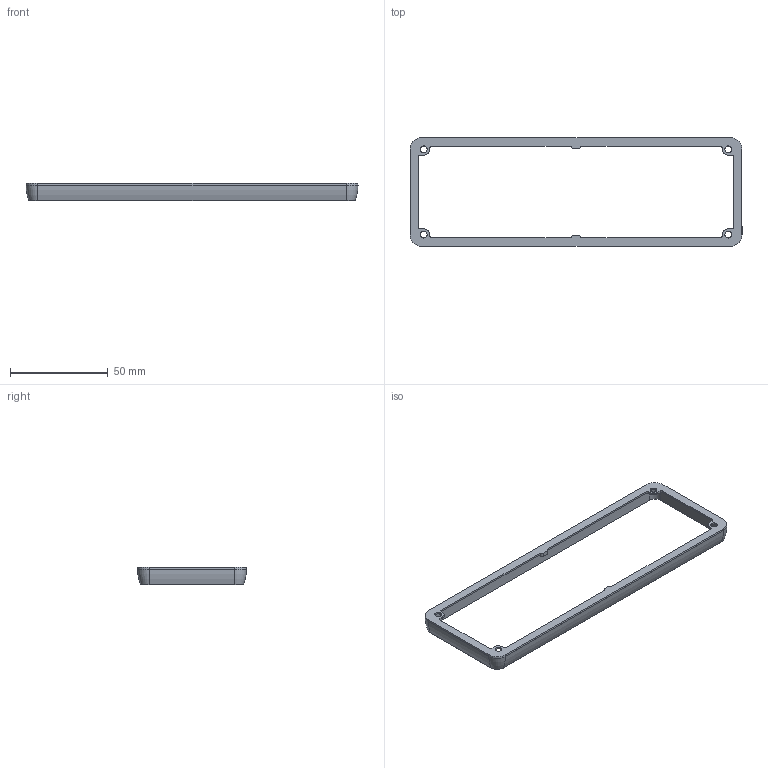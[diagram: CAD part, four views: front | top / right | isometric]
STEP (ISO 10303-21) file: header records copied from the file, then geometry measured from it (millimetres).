
FILE_DESCRIPTION (( 'STEP AP214' ), '1' );
FILE_NAME ('Case Bezel Inner Half.STEP', '2024-07-11T06:54:42', ( '' ), ( '' ), 'SwSTEP 2.0', 'SolidWorks 2017', '' );
FILE_SCHEMA (( 'AUTOMOTIVE_DESIGN' ));
Length unit declared in the file: millimetre
Products named in the file (1): Case Bezel Inner Half
Bounding box: 169.5 x 55.63 x 8.9 mm (x, y, z)
Volume: 6860.9 mm3; surface area: 11018.5 mm2
Topology: 1 solids, 1 shells, 92 faces, 237 edges, 148 vertices
Faces by surface type: cylinder 45, plane 27, bspline 12, torus 8
Entity records: 4056 total; most frequent: CARTESIAN_POINT 720, DIRECTION 511, ORIENTED_EDGE 474, EDGE_CURVE 237, AXIS2_PLACEMENT_3D 197, VERTEX_POINT 148, VECTOR 117, LINE 117
